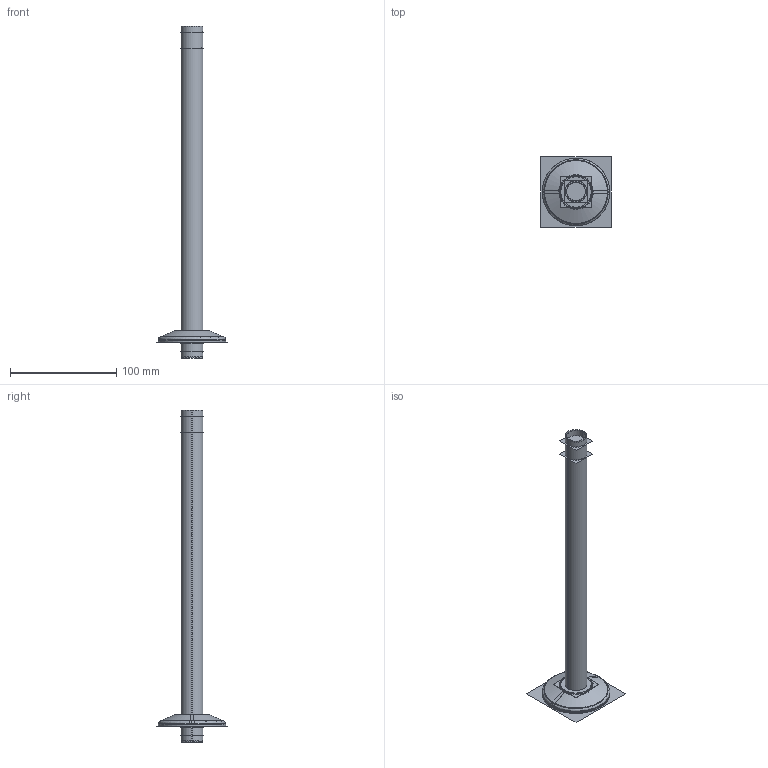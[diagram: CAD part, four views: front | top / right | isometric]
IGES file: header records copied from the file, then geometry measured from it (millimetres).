
Start section:  PTC IGES file: 3D-FFAS9908-000500BC0.igs
Global section: file name: 3D-FFAS9908-000500BC0.igs; native system: Creo Parametric by PTC Inc.; preprocessor: 2019224; author: 10114277; organization: Unknown; date: 20210205.153152; units: millimetre
Bounding box: 66.04 x 66.04 x 312 mm (x, y, z)
Surface area: 64291.8 mm2 (no closed solid volume)
Topology: 0 solids, 0 shells, 66 faces, 818 edges, 1088 vertices
Faces by surface type: revolution 52, bspline 14
